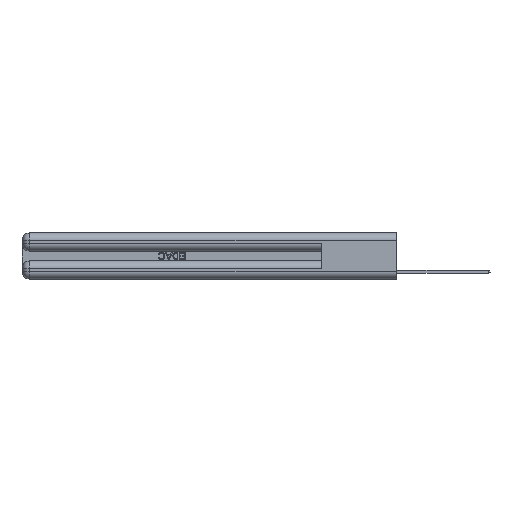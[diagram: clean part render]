
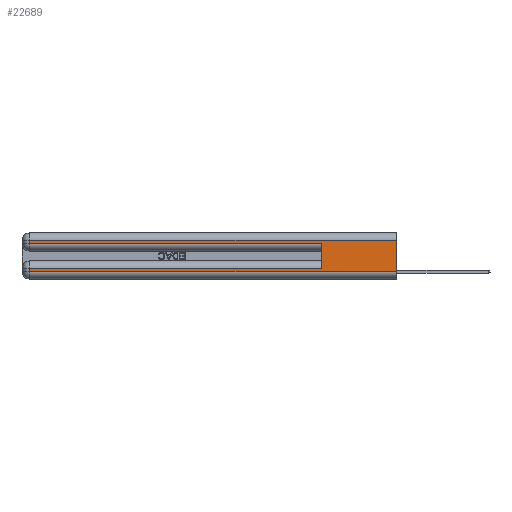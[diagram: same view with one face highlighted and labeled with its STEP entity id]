
A CAD part, left-side view. The second image highlights one B-rep face of the part: STEP entity #22689.
In plain terms, the highlighted planar face has unit normal (-1, 0, 0).
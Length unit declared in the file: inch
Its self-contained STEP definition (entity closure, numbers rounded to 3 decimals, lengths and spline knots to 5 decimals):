
#564 = ORIENTED_EDGE ( 'NONE', *, *, #15125, .F. ) ;
#880 = ORIENTED_EDGE ( 'NONE', *, *, #6827, .F. ) ;
#1553 = DIRECTION ( 'NONE',  ( 0., 1., 0. ) ) ;
#2868 = PLANE ( 'NONE',  #17165 ) ;
#3149 = EDGE_CURVE ( 'NONE', #24576, #13247, #20568, .T. ) ;
#3273 = CARTESIAN_POINT ( 'NONE',  ( 0., 2.94, 0.085 ) ) ;
#4107 = CARTESIAN_POINT ( 'NONE',  ( 0., 0.6, 0.145 ) ) ;
#4188 = CARTESIAN_POINT ( 'NONE',  ( 0., 2.94, 0.06 ) ) ;
#4332 = VERTEX_POINT ( 'NONE', #10474 ) ;
#4644 = EDGE_CURVE ( 'NONE', #32204, #6478, #5837, .T. ) ;
#4805 = CARTESIAN_POINT ( 'NONE',  ( 0., 0.6, 0.285 ) ) ;
#4836 = CARTESIAN_POINT ( 'NONE',  ( 0., 2.94, 0.37 ) ) ;
#5208 = LINE ( 'NONE', #25089, #24177 ) ;
#5420 = VECTOR ( 'NONE', #11835, 39.37008 ) ;
#5837 = LINE ( 'NONE', #21685, #6607 ) ;
#5932 = VECTOR ( 'NONE', #29848, 39.37008 ) ;
#6171 = EDGE_CURVE ( 'NONE', #13247, #4332, #14456, .T. ) ;
#6478 = VERTEX_POINT ( 'NONE', #3273 ) ;
#6509 = LINE ( 'NONE', #4836, #29416 ) ;
#6607 = VECTOR ( 'NONE', #1553, 39.37008 ) ;
#6827 = EDGE_CURVE ( 'NONE', #24576, #13758, #27471, .T. ) ;
#7193 = EDGE_LOOP ( 'NONE', ( #880, #9676, #29342, #19189, #564, #20453, #28925, #15586 ) ) ;
#8897 = EDGE_CURVE ( 'NONE', #4332, #30012, #5208, .T. ) ;
#8906 = VECTOR ( 'NONE', #27381, 39.37008 ) ;
#9360 = DIRECTION ( 'NONE',  ( 0., 0., -1. ) ) ;
#9676 = ORIENTED_EDGE ( 'NONE', *, *, #3149, .T. ) ;
#10474 = CARTESIAN_POINT ( 'NONE',  ( 0., 2.94, 0.285 ) ) ;
#11807 = CARTESIAN_POINT ( 'NONE',  ( 0., 2.94, 0.31 ) ) ;
#11835 = DIRECTION ( 'NONE',  ( 0., 0., 1. ) ) ;
#12729 = CARTESIAN_POINT ( 'NONE',  ( 0., 0.6, 0.085 ) ) ;
#12932 = DIRECTION ( 'NONE',  ( 1., 0., 0. ) ) ;
#13247 = VERTEX_POINT ( 'NONE', #11807 ) ;
#13472 = EDGE_CURVE ( 'NONE', #6478, #24841, #6509, .T. ) ;
#13758 = VERTEX_POINT ( 'NONE', #23312 ) ;
#14456 = LINE ( 'NONE', #19759, #8906 ) ;
#14474 = LINE ( 'NONE', #30225, #15295 ) ;
#15125 = EDGE_CURVE ( 'NONE', #32204, #30012, #20846, .T. ) ;
#15295 = VECTOR ( 'NONE', #20191, 39.37008 ) ;
#15586 = ORIENTED_EDGE ( 'NONE', *, *, #31600, .T. ) ;
#15806 = DIRECTION ( 'NONE',  ( 0., 0., -1. ) ) ;
#17165 = AXIS2_PLACEMENT_3D ( 'NONE', #28196, #12932, #22675 ) ;
#19189 = ORIENTED_EDGE ( 'NONE', *, *, #8897, .T. ) ;
#19759 = CARTESIAN_POINT ( 'NONE',  ( 0., 2.94, 0.37 ) ) ;
#20122 = DIRECTION ( 'NONE',  ( 0., -1., 0. ) ) ;
#20191 = DIRECTION ( 'NONE',  ( 0., -1., 0. ) ) ;
#20453 = ORIENTED_EDGE ( 'NONE', *, *, #4644, .T. ) ;
#20568 = LINE ( 'NONE', #32148, #5932 ) ;
#20583 = CARTESIAN_POINT ( 'NONE',  ( 0., 0., 0.31 ) ) ;
#20846 = LINE ( 'NONE', #4107, #5420 ) ;
#21685 = CARTESIAN_POINT ( 'NONE',  ( 0., 0., 0.085 ) ) ;
#22675 = DIRECTION ( 'NONE',  ( 0., 0., -1. ) ) ;
#22689 = ADVANCED_FACE ( 'NONE', ( #31160 ), #2868, .F. ) ;
#23312 = CARTESIAN_POINT ( 'NONE',  ( 0., 0., 0.06 ) ) ;
#24177 = VECTOR ( 'NONE', #20122, 39.37008 ) ;
#24576 = VERTEX_POINT ( 'NONE', #20583 ) ;
#24841 = VERTEX_POINT ( 'NONE', #4188 ) ;
#25089 = CARTESIAN_POINT ( 'NONE',  ( 0., 0., 0.285 ) ) ;
#27381 = DIRECTION ( 'NONE',  ( 0., 0., -1. ) ) ;
#27471 = LINE ( 'NONE', #30931, #30643 ) ;
#28196 = CARTESIAN_POINT ( 'NONE',  ( 0., 0., 0.37 ) ) ;
#28925 = ORIENTED_EDGE ( 'NONE', *, *, #13472, .T. ) ;
#29342 = ORIENTED_EDGE ( 'NONE', *, *, #6171, .T. ) ;
#29416 = VECTOR ( 'NONE', #9360, 39.37008 ) ;
#29848 = DIRECTION ( 'NONE',  ( 0., 1., 0. ) ) ;
#30012 = VERTEX_POINT ( 'NONE', #4805 ) ;
#30225 = CARTESIAN_POINT ( 'NONE',  ( 0., 0., 0.06 ) ) ;
#30643 = VECTOR ( 'NONE', #15806, 39.37008 ) ;
#30931 = CARTESIAN_POINT ( 'NONE',  ( 0., 0., 0.37 ) ) ;
#31160 = FACE_OUTER_BOUND ( 'NONE', #7193, .T. ) ;
#31600 = EDGE_CURVE ( 'NONE', #24841, #13758, #14474, .T. ) ;
#32148 = CARTESIAN_POINT ( 'NONE',  ( 0., 0., 0.31 ) ) ;
#32204 = VERTEX_POINT ( 'NONE', #12729 ) ;
